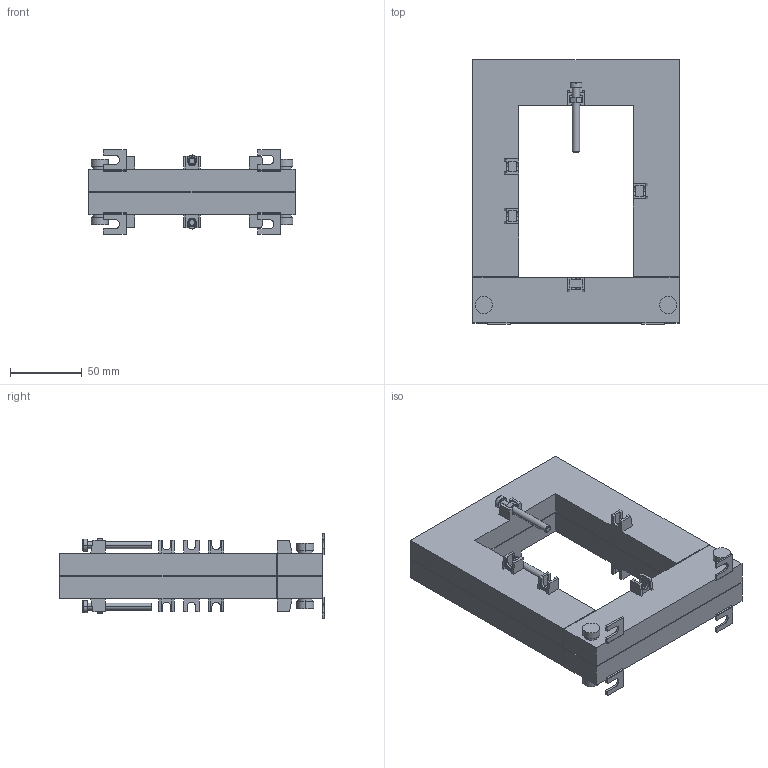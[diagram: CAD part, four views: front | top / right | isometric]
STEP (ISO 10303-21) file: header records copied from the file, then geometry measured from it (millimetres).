
FILE_DESCRIPTION((''),'2;1');
FILE_NAME('TRAFO_80X120_SW0001','2021-06-18T20:00:20',('esors'),(''),'CREO PARAMETRIC BY PTC INC, 2018260','CREO PARAMETRIC BY PTC INC, 2018260','');
FILE_SCHEMA(('AUTOMOTIVE_DESIGN { 1 0 10303 214 1 1 1 1 }'));
Length unit declared in the file: millimetre
Products named in the file (1): TRAFO_80X120_SW0001
Bounding box: 144 x 185 x 59 mm (x, y, z)
Volume: 136822.9 mm3; surface area: 140702.3 mm2
Topology: 4 solids, 4 shells, 484 faces, 1324 edges, 860 vertices
Faces by surface type: plane 360, cylinder 84, cone 32, torus 8
Entity records: 17442 total; most frequent: CARTESIAN_POINT 3324, ORIENTED_EDGE 2648, DIRECTION 2464, COLOUR_RGB 1575, EDGE_CURVE 1324, VECTOR 1024, LINE 1024, VERTEX_POINT 860
